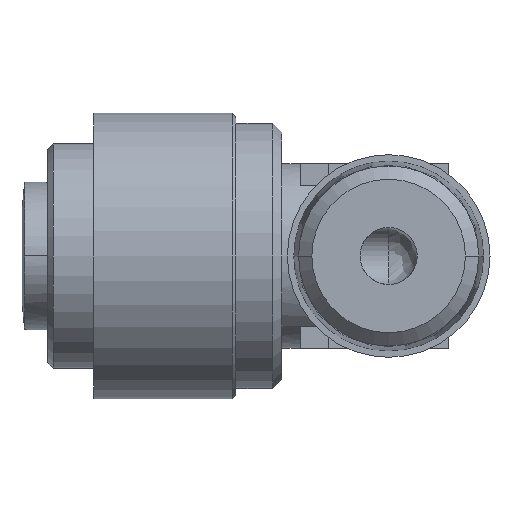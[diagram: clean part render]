
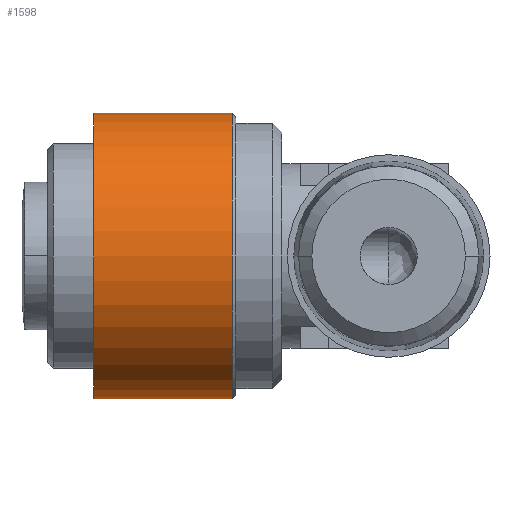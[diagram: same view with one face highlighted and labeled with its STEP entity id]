
A CAD part, front view. The second image highlights one B-rep face of the part: STEP entity #1598.
In plain terms, the highlighted cylindrical face has radius 7.75 mm (diameter 15.5 mm), a partial arc.
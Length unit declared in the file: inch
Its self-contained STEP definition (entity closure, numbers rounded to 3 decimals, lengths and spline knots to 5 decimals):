
#154 = DIRECTION ( 'NONE',  ( 1., 0., 0. ) ) ;
#238 = EDGE_CURVE ( 'NONE', #1595, #753, #749, .T. ) ;
#363 = VECTOR ( 'NONE', #1196, 39.37008 ) ;
#492 = ORIENTED_EDGE ( 'NONE', *, *, #238, .T. ) ;
#494 = EDGE_CURVE ( 'NONE', #1857, #753, #902, .T. ) ;
#519 = CARTESIAN_POINT ( 'NONE',  ( -0.62992, 0.73228, 0. ) ) ;
#604 = CARTESIAN_POINT ( 'NONE',  ( -0.33465, 0.73228, 0. ) ) ;
#678 = CARTESIAN_POINT ( 'NONE',  ( -0.62992, 0.73228, -0.30512 ) ) ;
#701 = DIRECTION ( 'NONE',  ( 0., 0., -1. ) ) ;
#710 = CARTESIAN_POINT ( 'NONE',  ( -0.62992, 0.73228, 0.30512 ) ) ;
#718 = EDGE_LOOP ( 'NONE', ( #1544, #1090, #1214, #492 ) ) ;
#749 = CIRCLE ( 'NONE', #766, 0.30512 ) ;
#753 = VERTEX_POINT ( 'NONE', #1559 ) ;
#766 = AXIS2_PLACEMENT_3D ( 'NONE', #604, #1942, #792 ) ;
#792 = DIRECTION ( 'NONE',  ( 0., 0., -1. ) ) ;
#797 = CARTESIAN_POINT ( 'NONE',  ( -0.48228, 0.73228, 0. ) ) ;
#806 = DIRECTION ( 'NONE',  ( 0., 0., -1. ) ) ;
#862 = LINE ( 'NONE', #987, #363 ) ;
#868 = EDGE_CURVE ( 'NONE', #1080, #1595, #862, .T. ) ;
#902 = LINE ( 'NONE', #1678, #2376 ) ;
#987 = CARTESIAN_POINT ( 'NONE',  ( -0.48228, 0.73228, -0.30512 ) ) ;
#1080 = VERTEX_POINT ( 'NONE', #678 ) ;
#1090 = ORIENTED_EDGE ( 'NONE', *, *, #1781, .T. ) ;
#1196 = DIRECTION ( 'NONE',  ( 1., 0., 0. ) ) ;
#1214 = ORIENTED_EDGE ( 'NONE', *, *, #868, .T. ) ;
#1361 = AXIS2_PLACEMENT_3D ( 'NONE', #519, #1851, #701 ) ;
#1456 = CIRCLE ( 'NONE', #1361, 0.30512 ) ;
#1544 = ORIENTED_EDGE ( 'NONE', *, *, #494, .F. ) ;
#1559 = CARTESIAN_POINT ( 'NONE',  ( -0.33465, 0.73228, 0.30512 ) ) ;
#1595 = VERTEX_POINT ( 'NONE', #2158 ) ;
#1598 = ADVANCED_FACE ( 'NONE', ( #2166 ), #1702, .T. ) ;
#1678 = CARTESIAN_POINT ( 'NONE',  ( -0.48228, 0.73228, 0.30512 ) ) ;
#1702 = CYLINDRICAL_SURFACE ( 'NONE', #2187, 0.30512 ) ;
#1781 = EDGE_CURVE ( 'NONE', #1857, #1080, #1456, .T. ) ;
#1851 = DIRECTION ( 'NONE',  ( 1., 0., 0. ) ) ;
#1857 = VERTEX_POINT ( 'NONE', #710 ) ;
#1942 = DIRECTION ( 'NONE',  ( -1., 0., 0. ) ) ;
#2158 = CARTESIAN_POINT ( 'NONE',  ( -0.33465, 0.73228, -0.30512 ) ) ;
#2166 = FACE_OUTER_BOUND ( 'NONE', #718, .T. ) ;
#2187 = AXIS2_PLACEMENT_3D ( 'NONE', #797, #2344, #806 ) ;
#2344 = DIRECTION ( 'NONE',  ( 1., 0., 0. ) ) ;
#2376 = VECTOR ( 'NONE', #154, 39.37008 ) ;
